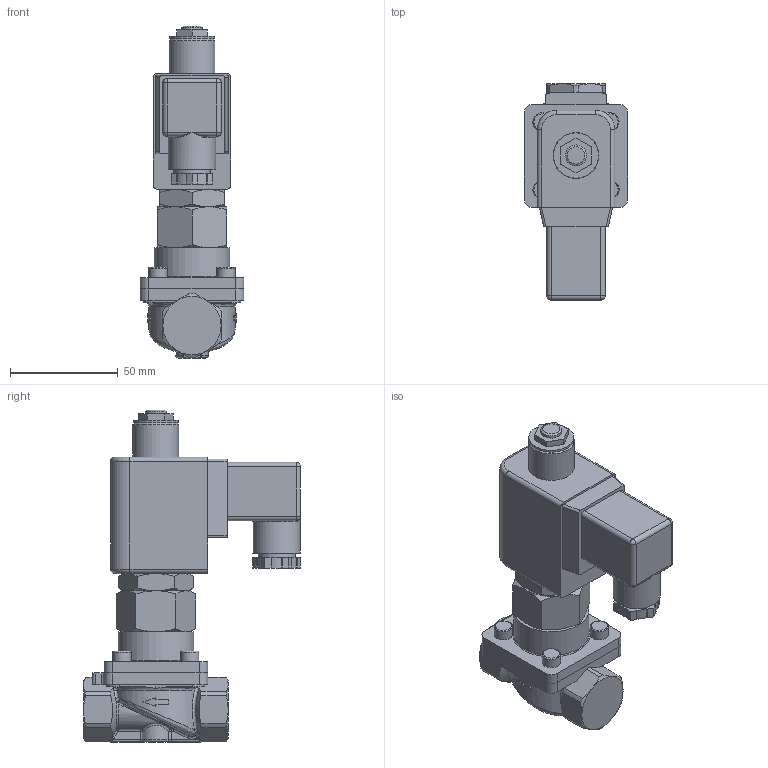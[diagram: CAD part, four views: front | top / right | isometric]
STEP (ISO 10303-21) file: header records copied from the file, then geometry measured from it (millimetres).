
FILE_DESCRIPTION(/* description */ ('Kunden .stp'),/* implementation_level */ '2;1');
FILE_NAME(/* name */ '043.002315_D4323-1002-.692-NO.stp',/* time_stamp */ '2017-11-29T15:17:00+01:00',/* author */ ('AApke'),/* organization */ (''),/* preprocessor_version */ 'ST-DEVELOPER v16.1',/* originating_system */ 'Autodesk Inventor 2016',/* authorisation */ '');
FILE_SCHEMA (('CONFIG_CONTROL_DESIGN'));
Length unit declared in the file: millimetre
Products named in the file (1): 88-003633
Bounding box: 48 x 100.5 x 153.9 mm (x, y, z)
Volume: 240781.7 mm3; surface area: 35036.1 mm2
Topology: 1 solids, 1 shells, 353 faces, 881 edges, 536 vertices
Faces by surface type: plane 140, cylinder 91, cone 48, bspline 44, torus 20, sphere 10
Full cylindrical faces by diameter (mm): 8.5 x4, 9.73 x1, 17 x1, 21 x1, 21.2 x1, 22 x1, 35 x1
Entity records: 12913 total; most frequent: CARTESIAN_POINT 4685, ORIENTED_EDGE 1690, DIRECTION 1549, EDGE_CURVE 845, AXIS2_PLACEMENT_3D 602, VERTEX_POINT 529, EDGE_LOOP 388, STYLED_ITEM 354
